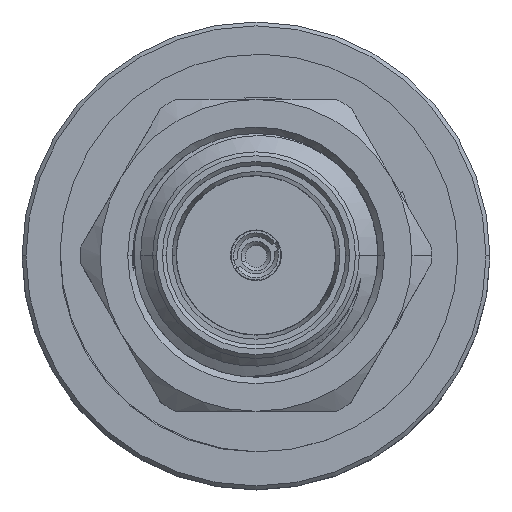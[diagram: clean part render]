
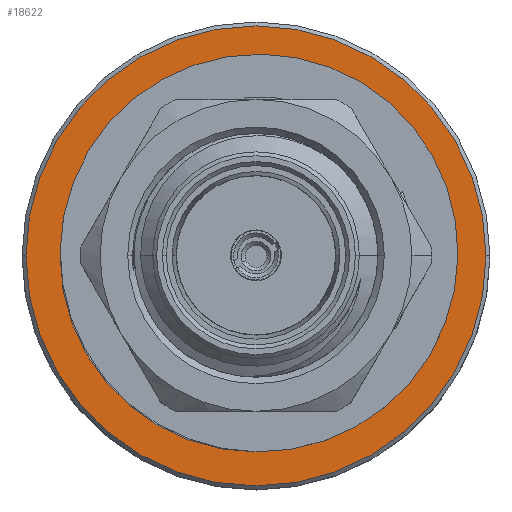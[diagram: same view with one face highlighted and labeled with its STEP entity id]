
A CAD part, top view. The second image highlights one B-rep face of the part: STEP entity #18622.
In plain terms, the highlighted planar face has unit normal (0, 0, 1).
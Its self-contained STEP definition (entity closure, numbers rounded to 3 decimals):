
#868 = DIRECTION ( 'NONE',  ( 1., 0., 0. ) ) ;
#1636 = DIRECTION ( 'NONE',  ( 0., 0., 1. ) ) ;
#2141 = DIRECTION ( 'NONE',  ( 1., 0., 0. ) ) ;
#2596 = PLANE ( 'NONE',  #16446 ) ;
#2702 = FACE_OUTER_BOUND ( 'NONE', #6151, .T. ) ;
#4781 = AXIS2_PLACEMENT_3D ( 'NONE', #19966, #10707, #15367 ) ;
#4886 = EDGE_CURVE ( 'NONE', #20045, #14099, #6614, .T. ) ;
#5179 = CIRCLE ( 'NONE', #9756, 5.9 ) ;
#6151 = EDGE_LOOP ( 'NONE', ( #10482, #18930 ) ) ;
#6368 = CIRCLE ( 'NONE', #8983, 5.025 ) ;
#6614 = CIRCLE ( 'NONE', #10899, 5.025 ) ;
#6668 = DIRECTION ( 'NONE',  ( 1., 0., 0. ) ) ;
#6751 = DIRECTION ( 'NONE',  ( 0., 0., 1. ) ) ;
#6828 = CARTESIAN_POINT ( 'NONE',  ( 5.9, 0., 6.9 ) ) ;
#6964 = CARTESIAN_POINT ( 'NONE',  ( 5.025, 0., 6.9 ) ) ;
#7221 = FACE_BOUND ( 'NONE', #16889, .T. ) ;
#8018 = CARTESIAN_POINT ( 'NONE',  ( 0., 0., 6.9 ) ) ;
#8514 = CARTESIAN_POINT ( 'NONE',  ( -5.9, 0., 6.9 ) ) ;
#8983 = AXIS2_PLACEMENT_3D ( 'NONE', #8018, #1636, #6668 ) ;
#9756 = AXIS2_PLACEMENT_3D ( 'NONE', #11301, #6751, #2141 ) ;
#10482 = ORIENTED_EDGE ( 'NONE', *, *, #15943, .T. ) ;
#10658 = EDGE_CURVE ( 'NONE', #14099, #20045, #6368, .T. ) ;
#10707 = DIRECTION ( 'NONE',  ( 0., 0., 1. ) ) ;
#10811 = VERTEX_POINT ( 'NONE', #8514 ) ;
#10899 = AXIS2_PLACEMENT_3D ( 'NONE', #12082, #19803, #868 ) ;
#11301 = CARTESIAN_POINT ( 'NONE',  ( 0., 0., 6.9 ) ) ;
#12082 = CARTESIAN_POINT ( 'NONE',  ( 0., 0., 6.9 ) ) ;
#12655 = ORIENTED_EDGE ( 'NONE', *, *, #10658, .F. ) ;
#13466 = ORIENTED_EDGE ( 'NONE', *, *, #4886, .F. ) ;
#13734 = CARTESIAN_POINT ( 'NONE',  ( 0., 2.65, 6.9 ) ) ;
#14099 = VERTEX_POINT ( 'NONE', #6964 ) ;
#15367 = DIRECTION ( 'NONE',  ( 1., 0., 0. ) ) ;
#15943 = EDGE_CURVE ( 'NONE', #10811, #19792, #16625, .T. ) ;
#16446 = AXIS2_PLACEMENT_3D ( 'NONE', #13734, #19981, #16916 ) ;
#16625 = CIRCLE ( 'NONE', #4781, 5.9 ) ;
#16889 = EDGE_LOOP ( 'NONE', ( #12655, #13466 ) ) ;
#16916 = DIRECTION ( 'NONE',  ( 1., 0., 0. ) ) ;
#18622 = ADVANCED_FACE ( 'NONE', ( #2702, #7221 ), #2596, .T. ) ;
#18930 = ORIENTED_EDGE ( 'NONE', *, *, #19352, .T. ) ;
#19352 = EDGE_CURVE ( 'NONE', #19792, #10811, #5179, .T. ) ;
#19453 = CARTESIAN_POINT ( 'NONE',  ( -5.025, 0., 6.9 ) ) ;
#19792 = VERTEX_POINT ( 'NONE', #6828 ) ;
#19803 = DIRECTION ( 'NONE',  ( 0., 0., 1. ) ) ;
#19966 = CARTESIAN_POINT ( 'NONE',  ( 0., 0., 6.9 ) ) ;
#19981 = DIRECTION ( 'NONE',  ( 0., 0., 1. ) ) ;
#20045 = VERTEX_POINT ( 'NONE', #19453 ) ;
